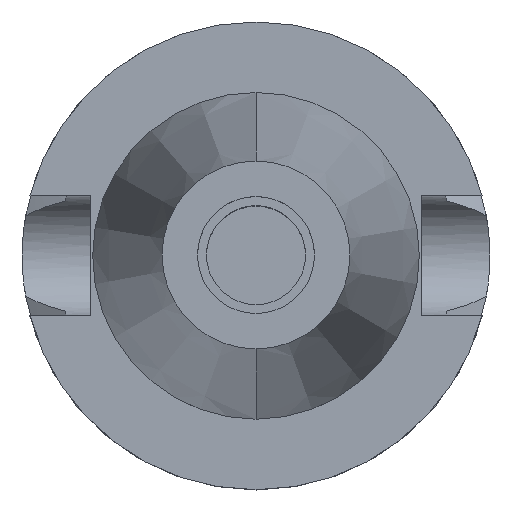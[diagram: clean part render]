
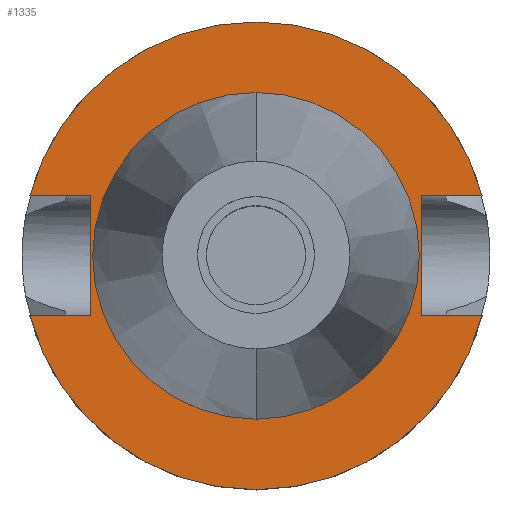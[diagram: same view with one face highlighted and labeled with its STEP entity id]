
A CAD part, top view. The second image highlights one B-rep face of the part: STEP entity #1335.
In plain terms, the highlighted planar face has unit normal (0, 0, 1).
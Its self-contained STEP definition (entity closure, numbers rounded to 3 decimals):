
#197=DIRECTION('',(0.,1.,0.));
#198=VECTOR('',#197,25.7);
#199=CARTESIAN_POINT('',(-35.4,-12.85,-3.));
#200=LINE('',#199,#198);
#204=DIRECTION('',(-1.,0.,0.));
#205=VECTOR('',#204,12.921);
#206=CARTESIAN_POINT('',(-35.4,12.85,-3.));
#207=LINE('',#206,#205);
#211=CARTESIAN_POINT('',(0.,0.,-3.));
#212=DIRECTION('',(0.,0.,-1.));
#213=DIRECTION('',(-0.966,0.257,0.));
#214=AXIS2_PLACEMENT_3D('',#211,#212,#213);
#219=CARTESIAN_POINT('',(0.,0.,-3.));
#220=DIRECTION('',(0.,0.,-1.));
#221=DIRECTION('',(0.,1.,0.));
#222=AXIS2_PLACEMENT_3D('',#219,#220,#221);
#227=DIRECTION('',(0.,-1.,0.));
#228=VECTOR('',#227,25.7);
#229=CARTESIAN_POINT('',(35.4,12.85,-3.));
#230=LINE('',#229,#228);
#234=DIRECTION('',(1.,0.,0.));
#235=VECTOR('',#234,12.921);
#236=CARTESIAN_POINT('',(35.4,-12.85,-3.));
#237=LINE('',#236,#235);
#241=CARTESIAN_POINT('',(0.,0.,-3.));
#242=DIRECTION('',(0.,0.,-1.));
#243=DIRECTION('',(0.966,-0.257,0.));
#244=AXIS2_PLACEMENT_3D('',#241,#242,#243);
#249=CARTESIAN_POINT('',(0.,0.,-3.));
#250=DIRECTION('',(0.,0.,-1.));
#251=DIRECTION('',(0.,-1.,0.));
#252=AXIS2_PLACEMENT_3D('',#249,#250,#251);
#257=CARTESIAN_POINT('',(0.,0.,-3.));
#258=DIRECTION('',(0.,0.,1.));
#259=DIRECTION('',(0.,1.,0.));
#260=AXIS2_PLACEMENT_3D('',#257,#258,#259);
#265=CARTESIAN_POINT('',(0.,0.,-3.));
#266=DIRECTION('',(0.,0.,1.));
#267=DIRECTION('',(0.,-1.,0.));
#268=AXIS2_PLACEMENT_3D('',#265,#266,#267);
#303=DIRECTION('',(-1.,0.,0.));
#304=VECTOR('',#303,12.921);
#305=CARTESIAN_POINT('',(-35.4,-12.85,-3.));
#306=LINE('',#305,#304);
#836=DIRECTION('',(1.,0.,0.));
#837=VECTOR('',#836,12.921);
#838=CARTESIAN_POINT('',(35.4,12.85,-3.));
#839=LINE('',#838,#837);
#1019=CARTESIAN_POINT('',(0.,34.925,-3.));
#1020=VERTEX_POINT('',#1019);
#1021=CARTESIAN_POINT('',(0.,-34.925,-3.));
#1022=VERTEX_POINT('',#1021);
#1023=CARTESIAN_POINT('',(-35.4,-12.85,-3.));
#1024=CARTESIAN_POINT('',(-35.4,12.85,-3.));
#1025=VERTEX_POINT('',#1023);
#1026=VERTEX_POINT('',#1024);
#1027=CARTESIAN_POINT('',(-48.321,12.85,-3.));
#1028=VERTEX_POINT('',#1027);
#1029=CARTESIAN_POINT('',(0.,50.,-3.));
#1030=CARTESIAN_POINT('',(48.321,12.85,-3.));
#1031=VERTEX_POINT('',#1029);
#1032=VERTEX_POINT('',#1030);
#1033=CARTESIAN_POINT('',(35.4,12.85,-3.));
#1034=VERTEX_POINT('',#1033);
#1035=CARTESIAN_POINT('',(35.4,-12.85,-3.));
#1036=VERTEX_POINT('',#1035);
#1037=CARTESIAN_POINT('',(48.321,-12.85,-3.));
#1038=VERTEX_POINT('',#1037);
#1039=CARTESIAN_POINT('',(0.,-50.,-3.));
#1040=CARTESIAN_POINT('',(-48.321,-12.85,-3.));
#1041=VERTEX_POINT('',#1039);
#1042=VERTEX_POINT('',#1040);
#1304=CARTESIAN_POINT('',(0.,0.,-3.));
#1305=DIRECTION('',(0.,0.,-1.));
#1306=DIRECTION('',(0.,-1.,0.));
#1307=AXIS2_PLACEMENT_3D('',#1304,#1305,#1306);
#1308=PLANE('',#1307);
#1310=ORIENTED_EDGE('',*,*,#1309,.T.);
#1312=ORIENTED_EDGE('',*,*,#1311,.T.);
#1314=ORIENTED_EDGE('',*,*,#1313,.T.);
#1316=ORIENTED_EDGE('',*,*,#1315,.T.);
#1318=ORIENTED_EDGE('',*,*,#1317,.F.);
#1320=ORIENTED_EDGE('',*,*,#1319,.T.);
#1322=ORIENTED_EDGE('',*,*,#1321,.T.);
#1324=ORIENTED_EDGE('',*,*,#1323,.T.);
#1326=ORIENTED_EDGE('',*,*,#1325,.T.);
#1328=ORIENTED_EDGE('',*,*,#1327,.F.);
#1329=EDGE_LOOP('',(#1310,#1312,#1314,#1316,#1318,#1320,#1322,#1324,#1326,
#1328));
#1330=FACE_OUTER_BOUND('',#1329,.F.);
#1331=ORIENTED_EDGE('',*,*,#1286,.T.);
#1332=ORIENTED_EDGE('',*,*,#1297,.T.);
#1333=EDGE_LOOP('',(#1331,#1332));
#1334=FACE_BOUND('',#1333,.F.);
#215=CIRCLE('',#214,50.);
#223=CIRCLE('',#222,50.);
#245=CIRCLE('',#244,50.);
#253=CIRCLE('',#252,50.);
#261=CIRCLE('',#260,34.925);
#269=CIRCLE('',#268,34.925);
#1286=EDGE_CURVE('',#1020,#1022,#261,.T.);
#1297=EDGE_CURVE('',#1022,#1020,#269,.T.);
#1309=EDGE_CURVE('',#1025,#1026,#200,.T.);
#1311=EDGE_CURVE('',#1026,#1028,#207,.T.);
#1313=EDGE_CURVE('',#1028,#1031,#215,.T.);
#1315=EDGE_CURVE('',#1031,#1032,#223,.T.);
#1317=EDGE_CURVE('',#1034,#1032,#839,.T.);
#1319=EDGE_CURVE('',#1034,#1036,#230,.T.);
#1321=EDGE_CURVE('',#1036,#1038,#237,.T.);
#1323=EDGE_CURVE('',#1038,#1041,#245,.T.);
#1325=EDGE_CURVE('',#1041,#1042,#253,.T.);
#1327=EDGE_CURVE('',#1025,#1042,#306,.T.);
#1335=ADVANCED_FACE('',(#1330,#1334),#1308,.F.);
